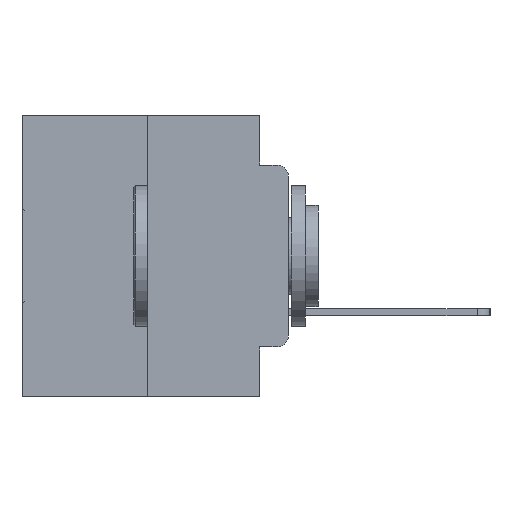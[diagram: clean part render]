
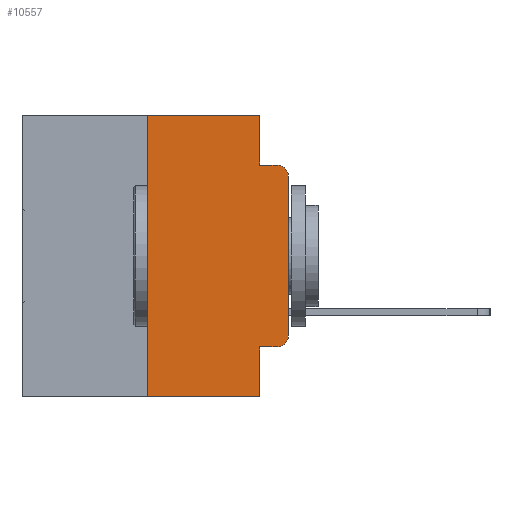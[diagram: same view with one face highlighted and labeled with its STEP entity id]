
A CAD part, left-side view. The second image highlights one B-rep face of the part: STEP entity #10557.
In plain terms, the highlighted planar face has unit normal (-1, 0, 0).
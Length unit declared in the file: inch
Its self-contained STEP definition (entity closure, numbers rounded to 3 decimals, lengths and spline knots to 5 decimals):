
#329 = DIRECTION ( 'NONE',  ( -1., 0., 0. ) ) ;
#403 = DIRECTION ( 'NONE',  ( 0., -1., 0. ) ) ;
#434 = VERTEX_POINT ( 'NONE', #19594 ) ;
#733 = VERTEX_POINT ( 'NONE', #14588 ) ;
#736 = CARTESIAN_POINT ( 'NONE',  ( 0., 0.051, -0.4115 ) ) ;
#1956 = DIRECTION ( 'NONE',  ( 0., 0., 1. ) ) ;
#2277 = DIRECTION ( 'NONE',  ( 0., -1., 0. ) ) ;
#2760 = ORIENTED_EDGE ( 'NONE', *, *, #2774, .T. ) ;
#2774 = EDGE_CURVE ( 'NONE', #20086, #17441, #7010, .T. ) ;
#3185 = VECTOR ( 'NONE', #18672, 39.37008 ) ;
#4200 = VERTEX_POINT ( 'NONE', #736 ) ;
#4228 = ORIENTED_EDGE ( 'NONE', *, *, #11253, .F. ) ;
#5099 = CARTESIAN_POINT ( 'NONE',  ( 0., 0.051, -0.4115 ) ) ;
#5820 = EDGE_CURVE ( 'NONE', #14408, #21940, #12340, .T. ) ;
#6729 = VECTOR ( 'NONE', #16908, 39.37008 ) ;
#7010 = CIRCLE ( 'NONE', #18549, 0.02 ) ;
#7261 = CARTESIAN_POINT ( 'NONE',  ( 0., 0.051, 0. ) ) ;
#7537 = LINE ( 'NONE', #24206, #19293 ) ;
#7600 = CARTESIAN_POINT ( 'NONE',  ( 0., 0.473, 0. ) ) ;
#7714 = VECTOR ( 'NONE', #2277, 39.37008 ) ;
#8231 = EDGE_LOOP ( 'NONE', ( #27195, #17486, #4228, #20755, #10878, #22540, #20399, #16702, #13787, #2760 ) ) ;
#8794 = CARTESIAN_POINT ( 'NONE',  ( 0., 0.25, 0. ) ) ;
#10017 = DIRECTION ( 'NONE',  ( 1., 0., 0. ) ) ;
#10066 = LINE ( 'NONE', #10819, #21713 ) ;
#10210 = FACE_OUTER_BOUND ( 'NONE', #8231, .T. ) ;
#10283 = EDGE_CURVE ( 'NONE', #17441, #733, #25113, .T. ) ;
#10557 = ADVANCED_FACE ( 'NONE', ( #10210 ), #16941, .F. ) ;
#10693 = AXIS2_PLACEMENT_3D ( 'NONE', #14510, #329, #16841 ) ;
#10819 = CARTESIAN_POINT ( 'NONE',  ( 0., 0.051, 0. ) ) ;
#10878 = ORIENTED_EDGE ( 'NONE', *, *, #27221, .F. ) ;
#11253 = EDGE_CURVE ( 'NONE', #15974, #434, #7537, .T. ) ;
#11603 = VECTOR ( 'NONE', #13502, 39.37008 ) ;
#12340 = LINE ( 'NONE', #15841, #11603 ) ;
#13167 = DIRECTION ( 'NONE',  ( 0., 0., -1. ) ) ;
#13502 = DIRECTION ( 'NONE',  ( 0., -1., 0. ) ) ;
#13787 = ORIENTED_EDGE ( 'NONE', *, *, #26215, .T. ) ;
#14389 = EDGE_CURVE ( 'NONE', #4200, #21940, #15680, .T. ) ;
#14408 = VERTEX_POINT ( 'NONE', #21095 ) ;
#14510 = CARTESIAN_POINT ( 'NONE',  ( 0., 0.02, -0.1085 ) ) ;
#14575 = CARTESIAN_POINT ( 'NONE',  ( 0., 0.25, 0. ) ) ;
#14588 = CARTESIAN_POINT ( 'NONE',  ( 0., 0., -0.1085 ) ) ;
#15680 = LINE ( 'NONE', #20991, #3185 ) ;
#15841 = CARTESIAN_POINT ( 'NONE',  ( 0., 0.473, -0.5 ) ) ;
#15974 = VERTEX_POINT ( 'NONE', #24521 ) ;
#16225 = VECTOR ( 'NONE', #403, 39.37008 ) ;
#16498 = AXIS2_PLACEMENT_3D ( 'NONE', #7600, #10017, #26229 ) ;
#16702 = ORIENTED_EDGE ( 'NONE', *, *, #14389, .F. ) ;
#16841 = DIRECTION ( 'NONE',  ( 0., 0., -1. ) ) ;
#16908 = DIRECTION ( 'NONE',  ( 0., 0., 1. ) ) ;
#16941 = PLANE ( 'NONE',  #16498 ) ;
#17441 = VERTEX_POINT ( 'NONE', #21885 ) ;
#17486 = ORIENTED_EDGE ( 'NONE', *, *, #22760, .T. ) ;
#18549 = AXIS2_PLACEMENT_3D ( 'NONE', #29264, #27456, #27517 ) ;
#18672 = DIRECTION ( 'NONE',  ( 0., 0., -1. ) ) ;
#19293 = VECTOR ( 'NONE', #19572, 39.37008 ) ;
#19572 = DIRECTION ( 'NONE',  ( 0., -1., 0. ) ) ;
#19594 = CARTESIAN_POINT ( 'NONE',  ( 0., 0.02, -0.0885 ) ) ;
#19900 = CARTESIAN_POINT ( 'NONE',  ( 0., 0.02, -0.4115 ) ) ;
#20086 = VERTEX_POINT ( 'NONE', #19900 ) ;
#20399 = ORIENTED_EDGE ( 'NONE', *, *, #5820, .T. ) ;
#20755 = ORIENTED_EDGE ( 'NONE', *, *, #25833, .F. ) ;
#20991 = CARTESIAN_POINT ( 'NONE',  ( 0., 0.051, 0. ) ) ;
#21095 = CARTESIAN_POINT ( 'NONE',  ( 0., 0.25, -0.5 ) ) ;
#21713 = VECTOR ( 'NONE', #13167, 39.37008 ) ;
#21885 = CARTESIAN_POINT ( 'NONE',  ( 0., 0., -0.3915 ) ) ;
#21940 = VERTEX_POINT ( 'NONE', #24674 ) ;
#22540 = ORIENTED_EDGE ( 'NONE', *, *, #25258, .F. ) ;
#22760 = EDGE_CURVE ( 'NONE', #733, #434, #26992, .T. ) ;
#24206 = CARTESIAN_POINT ( 'NONE',  ( 0., 0.051, -0.0885 ) ) ;
#24361 = VERTEX_POINT ( 'NONE', #8794 ) ;
#24521 = CARTESIAN_POINT ( 'NONE',  ( 0., 0.051, -0.0885 ) ) ;
#24674 = CARTESIAN_POINT ( 'NONE',  ( 0., 0.051, -0.5 ) ) ;
#25113 = LINE ( 'NONE', #29806, #29726 ) ;
#25258 = EDGE_CURVE ( 'NONE', #14408, #24361, #25356, .T. ) ;
#25356 = LINE ( 'NONE', #14575, #6729 ) ;
#25591 = LINE ( 'NONE', #30097, #7714 ) ;
#25833 = EDGE_CURVE ( 'NONE', #27931, #15974, #10066, .T. ) ;
#26215 = EDGE_CURVE ( 'NONE', #4200, #20086, #28467, .T. ) ;
#26229 = DIRECTION ( 'NONE',  ( 0., 0., -1. ) ) ;
#26992 = CIRCLE ( 'NONE', #10693, 0.02 ) ;
#27195 = ORIENTED_EDGE ( 'NONE', *, *, #10283, .T. ) ;
#27221 = EDGE_CURVE ( 'NONE', #24361, #27931, #25591, .T. ) ;
#27456 = DIRECTION ( 'NONE',  ( -1., 0., 0. ) ) ;
#27517 = DIRECTION ( 'NONE',  ( 0., 0., -1. ) ) ;
#27931 = VERTEX_POINT ( 'NONE', #7261 ) ;
#28467 = LINE ( 'NONE', #5099, #16225 ) ;
#29264 = CARTESIAN_POINT ( 'NONE',  ( 0., 0.02, -0.3915 ) ) ;
#29726 = VECTOR ( 'NONE', #1956, 39.37008 ) ;
#29806 = CARTESIAN_POINT ( 'NONE',  ( 0., 0., 0. ) ) ;
#30097 = CARTESIAN_POINT ( 'NONE',  ( 0., 0.473, 0. ) ) ;
